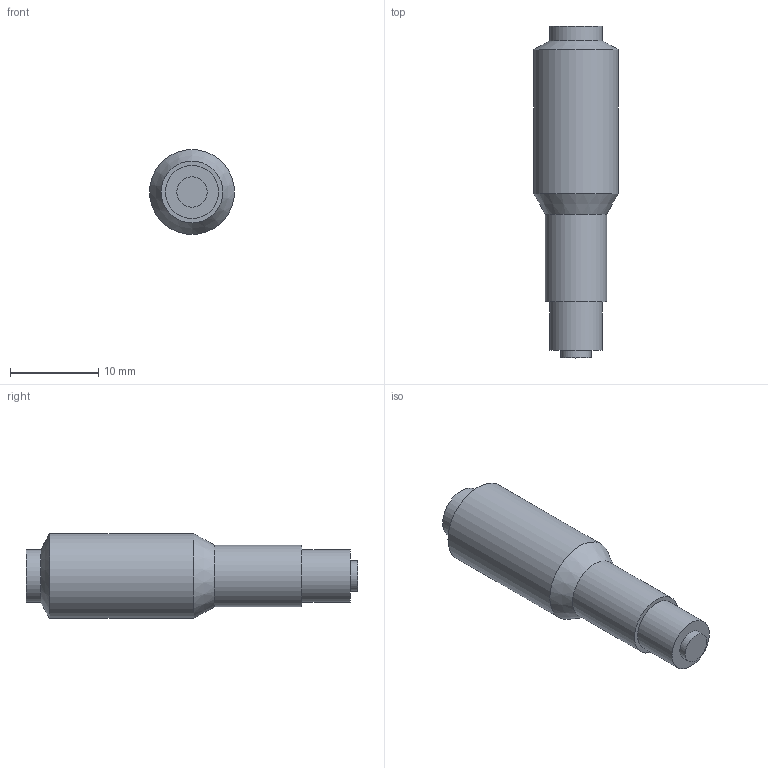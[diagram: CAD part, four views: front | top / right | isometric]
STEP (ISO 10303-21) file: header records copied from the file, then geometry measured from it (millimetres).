
FILE_DESCRIPTION(/* description */ (''),/* implementation_level */ '2;1');
FILE_NAME(/* name */ '00_RS_Pro_Micrometer_small.ipt.step',/* time_stamp */ '2022-11-29T07:49:59+01:00',/* author */ ('diederichbenedict'),/* organization */ (''),/* preprocessor_version */ 'ST-DEVELOPER v18.1',/* originating_system */ 'Autodesk Inventor 2022',/* authorisation */ '');
FILE_SCHEMA (('AUTOMOTIVE_DESIGN { 1 0 10303 214 3 1 1 }'));
Length unit declared in the file: millimetre
Products named in the file (1): 00_RS_Pro_Micrometer_small
Bounding box: 9.63 x 37.64 x 9.63 mm (x, y, z)
Volume: 1961.9 mm3; surface area: 1045.5 mm2
Topology: 1 solids, 1 shells, 11 faces, 17 edges, 10 vertices
Faces by surface type: cylinder 5, plane 4, cone 2
Full cylindrical faces by diameter (mm): 3.45 x1, 6.01 x2, 7.01 x1, 9.63 x1
Entity records: 290 total; most frequent: DIRECTION 51, CARTESIAN_POINT 39, ORIENTED_EDGE 34, AXIS2_PLACEMENT_3D 22, EDGE_CURVE 17, EDGE_LOOP 13, FACE_OUTER_BOUND 11, ADVANCED_FACE 11
